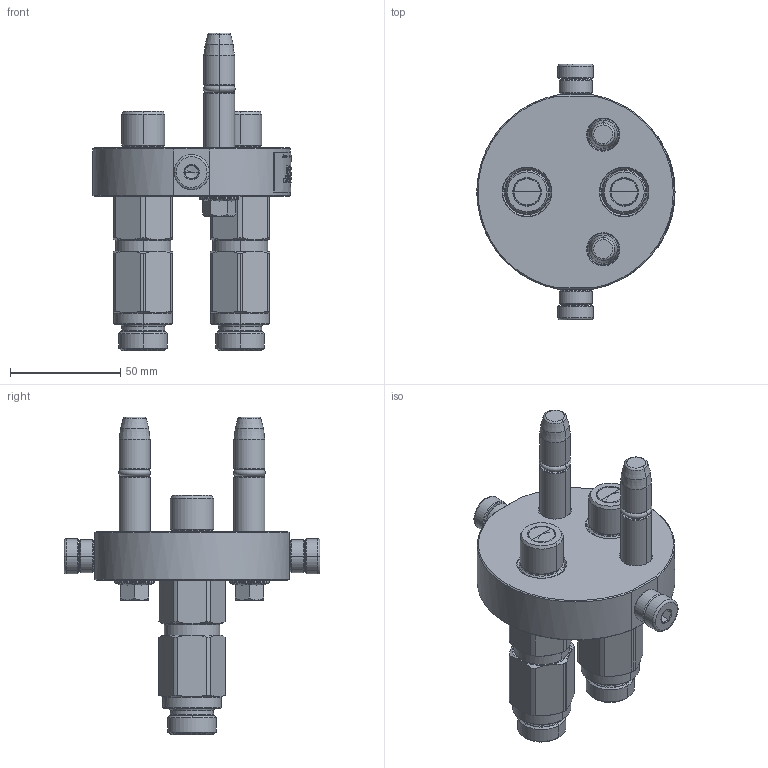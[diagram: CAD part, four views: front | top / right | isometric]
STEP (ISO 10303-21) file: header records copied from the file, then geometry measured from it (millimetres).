
FILE_DESCRIPTION (( 'STEP AP214' ), '1' );
FILE_NAME ('FASTER.step', '2023-07-19T11:42:35', ( '' ), ( '' ), 'SwSTEP 2.0', 'SolidWorks 2017', '' );
FILE_SCHEMA (( 'AUTOMOTIVE_DESIGN' ));
Length unit declared in the file: millimetre
Products named in the file (11): or2_62x9_19_m; P206_M_BASE; 3ffnp38-2_22m; et002_tonda; FASTER; 4830_013_3000_020; 1540_080_0008_000; 4830_021_0000_000; 4820_010_0000_000; 4830_028_1000_002
Assembly tree (16 placements, depth 3):
  FASTER
    P206_M_BASE
      4820_010_0000_000
      4830_021_0000_000  x2
      1540_080_0008_000  x2
      4830_013_3000_020  x2
      4830_028_1000_002  x2
      or2_62x9_19_m  x2
    3ffnp38-2_22m  x2
      3ffnp38-2_22m
    et002_tonda
Bounding box: 89.77 x 116 x 144 mm (x, y, z)
Volume: 1875.4 mm3; surface area: 67402.6 mm2
Topology: 5 solids, 34 shells, 1420 faces, 3634 edges, 2328 vertices
Faces by surface type: plane 556, cylinder 275, bspline 263, cone 240, torus 86
Entity records: 43375 total; most frequent: CARTESIAN_POINT 15227, ORIENTED_EDGE 5904, DIRECTION 4417, EDGE_CURVE 2983, VERTEX_POINT 1938, VECTOR 1661, LINE 1661, AXIS2_PLACEMENT_3D 1378
